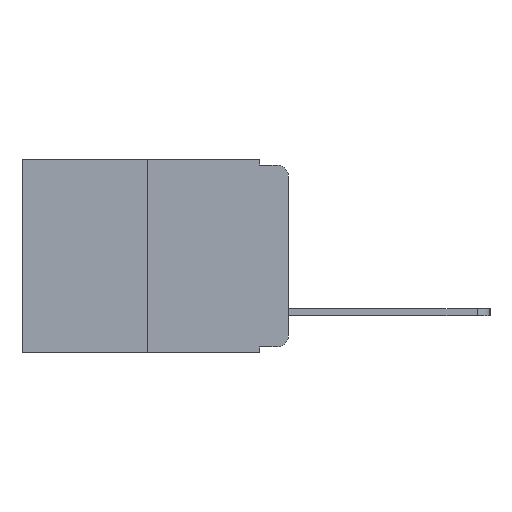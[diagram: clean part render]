
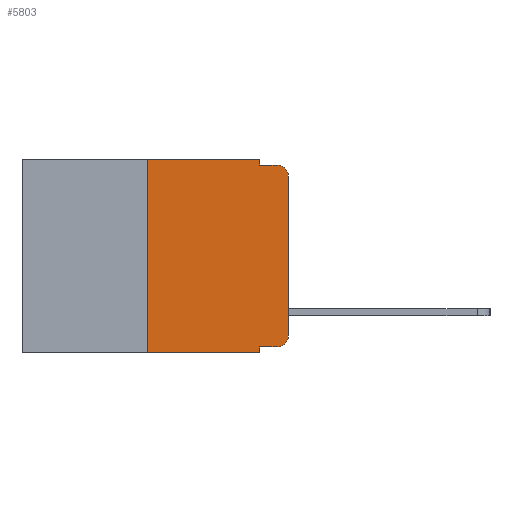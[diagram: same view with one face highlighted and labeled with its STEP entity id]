
A CAD part, left-side view. The second image highlights one B-rep face of the part: STEP entity #5803.
In plain terms, the highlighted planar face has unit normal (-1, 0, 0).
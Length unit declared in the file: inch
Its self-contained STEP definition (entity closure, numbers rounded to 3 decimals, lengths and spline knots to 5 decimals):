
#496 = VERTEX_POINT ( 'NONE', #14866 ) ;
#929 = CARTESIAN_POINT ( 'NONE',  ( 0., 0.473, -0.343 ) ) ;
#966 = VERTEX_POINT ( 'NONE', #7673 ) ;
#1623 = LINE ( 'NONE', #12890, #8659 ) ;
#1686 = CARTESIAN_POINT ( 'NONE',  ( 0., 0.25, -0.343 ) ) ;
#1855 = VECTOR ( 'NONE', #3525, 39.37008 ) ;
#1883 = DIRECTION ( 'NONE',  ( 0., 0., -1. ) ) ;
#1900 = VECTOR ( 'NONE', #15139, 39.37008 ) ;
#2667 = AXIS2_PLACEMENT_3D ( 'NONE', #6612, #16006, #8035 ) ;
#2857 = LINE ( 'NONE', #10527, #10100 ) ;
#3338 = VECTOR ( 'NONE', #10569, 39.37008 ) ;
#3525 = DIRECTION ( 'NONE',  ( 0., -1., 0. ) ) ;
#4312 = LINE ( 'NONE', #9237, #3338 ) ;
#4531 = CARTESIAN_POINT ( 'NONE',  ( 0., 0., 0. ) ) ;
#4601 = DIRECTION ( 'NONE',  ( -1., 0., 0. ) ) ;
#4679 = DIRECTION ( 'NONE',  ( 0., -1., 0. ) ) ;
#5150 = ORIENTED_EDGE ( 'NONE', *, *, #9816, .F. ) ;
#5490 = ORIENTED_EDGE ( 'NONE', *, *, #8844, .T. ) ;
#5803 = ADVANCED_FACE ( 'NONE', ( #13197 ), #17131, .F. ) ;
#5815 = LINE ( 'NONE', #4531, #9901 ) ;
#6033 = CIRCLE ( 'NONE', #2667, 0.02 ) ;
#6083 = DIRECTION ( 'NONE',  ( 0., 0., 1. ) ) ;
#6612 = CARTESIAN_POINT ( 'NONE',  ( 0., 0.02, -0.313 ) ) ;
#6673 = VERTEX_POINT ( 'NONE', #16830 ) ;
#6806 = VERTEX_POINT ( 'NONE', #1686 ) ;
#6850 = CARTESIAN_POINT ( 'NONE',  ( 0., 0.02, -0.333 ) ) ;
#6904 = VECTOR ( 'NONE', #9152, 39.37008 ) ;
#6943 = VERTEX_POINT ( 'NONE', #13300 ) ;
#7516 = EDGE_CURVE ( 'NONE', #966, #9581, #4312, .T. ) ;
#7673 = CARTESIAN_POINT ( 'NONE',  ( 0., 0.25, 0. ) ) ;
#8035 = DIRECTION ( 'NONE',  ( 0., 0., -1. ) ) ;
#8152 = VERTEX_POINT ( 'NONE', #6850 ) ;
#8158 = ORIENTED_EDGE ( 'NONE', *, *, #10040, .T. ) ;
#8255 = DIRECTION ( 'NONE',  ( 0., 0., -1. ) ) ;
#8356 = EDGE_LOOP ( 'NONE', ( #17715, #14687, #5150, #9326, #13246, #8789, #5490, #16638, #17026, #8158 ) ) ;
#8659 = VECTOR ( 'NONE', #4679, 39.37008 ) ;
#8789 = ORIENTED_EDGE ( 'NONE', *, *, #9993, .F. ) ;
#8844 = EDGE_CURVE ( 'NONE', #6806, #14328, #16740, .T. ) ;
#8944 = CARTESIAN_POINT ( 'NONE',  ( 0., 0., -0.03 ) ) ;
#9152 = DIRECTION ( 'NONE',  ( 0., 0., -1. ) ) ;
#9237 = CARTESIAN_POINT ( 'NONE',  ( 0., 0.473, 0. ) ) ;
#9239 = DIRECTION ( 'NONE',  ( 1., 0., 0. ) ) ;
#9262 = CARTESIAN_POINT ( 'NONE',  ( 0., 0.051, 0. ) ) ;
#9326 = ORIENTED_EDGE ( 'NONE', *, *, #9972, .F. ) ;
#9331 = CARTESIAN_POINT ( 'NONE',  ( 0., 0.051, -0.333 ) ) ;
#9581 = VERTEX_POINT ( 'NONE', #15172 ) ;
#9683 = LINE ( 'NONE', #9331, #1855 ) ;
#9796 = EDGE_CURVE ( 'NONE', #11522, #17095, #5815, .T. ) ;
#9800 = EDGE_CURVE ( 'NONE', #17095, #6673, #12563, .T. ) ;
#9816 = EDGE_CURVE ( 'NONE', #496, #6673, #1623, .T. ) ;
#9901 = VECTOR ( 'NONE', #6083, 39.37008 ) ;
#9972 = EDGE_CURVE ( 'NONE', #9581, #496, #14039, .T. ) ;
#9993 = EDGE_CURVE ( 'NONE', #6806, #966, #2857, .T. ) ;
#10018 = EDGE_CURVE ( 'NONE', #6943, #14328, #13614, .T. ) ;
#10036 = EDGE_CURVE ( 'NONE', #6943, #8152, #9683, .T. ) ;
#10040 = EDGE_CURVE ( 'NONE', #8152, #11522, #6033, .T. ) ;
#10100 = VECTOR ( 'NONE', #14529, 39.37008 ) ;
#10505 = VECTOR ( 'NONE', #1883, 39.37008 ) ;
#10527 = CARTESIAN_POINT ( 'NONE',  ( 0., 0.25, 0. ) ) ;
#10569 = DIRECTION ( 'NONE',  ( 0., -1., 0. ) ) ;
#11522 = VERTEX_POINT ( 'NONE', #11916 ) ;
#11590 = AXIS2_PLACEMENT_3D ( 'NONE', #14511, #9239, #8255 ) ;
#11629 = AXIS2_PLACEMENT_3D ( 'NONE', #12833, #4601, #14200 ) ;
#11916 = CARTESIAN_POINT ( 'NONE',  ( 0., 0., -0.313 ) ) ;
#12563 = CIRCLE ( 'NONE', #11629, 0.02 ) ;
#12833 = CARTESIAN_POINT ( 'NONE',  ( 0., 0.02, -0.03 ) ) ;
#12890 = CARTESIAN_POINT ( 'NONE',  ( 0., 0.051, -0.01 ) ) ;
#13197 = FACE_OUTER_BOUND ( 'NONE', #8356, .T. ) ;
#13246 = ORIENTED_EDGE ( 'NONE', *, *, #7516, .F. ) ;
#13300 = CARTESIAN_POINT ( 'NONE',  ( 0., 0.051, -0.333 ) ) ;
#13614 = LINE ( 'NONE', #9262, #10505 ) ;
#14039 = LINE ( 'NONE', #15776, #6904 ) ;
#14200 = DIRECTION ( 'NONE',  ( 0., 0., -1. ) ) ;
#14328 = VERTEX_POINT ( 'NONE', #14891 ) ;
#14511 = CARTESIAN_POINT ( 'NONE',  ( 0., 0.473, 0. ) ) ;
#14529 = DIRECTION ( 'NONE',  ( 0., 0., 1. ) ) ;
#14687 = ORIENTED_EDGE ( 'NONE', *, *, #9800, .T. ) ;
#14866 = CARTESIAN_POINT ( 'NONE',  ( 0., 0.051, -0.01 ) ) ;
#14891 = CARTESIAN_POINT ( 'NONE',  ( 0., 0.051, -0.343 ) ) ;
#15139 = DIRECTION ( 'NONE',  ( 0., -1., 0. ) ) ;
#15172 = CARTESIAN_POINT ( 'NONE',  ( 0., 0.051, 0. ) ) ;
#15776 = CARTESIAN_POINT ( 'NONE',  ( 0., 0.051, 0. ) ) ;
#16006 = DIRECTION ( 'NONE',  ( -1., 0., 0. ) ) ;
#16638 = ORIENTED_EDGE ( 'NONE', *, *, #10018, .F. ) ;
#16740 = LINE ( 'NONE', #929, #1900 ) ;
#16830 = CARTESIAN_POINT ( 'NONE',  ( 0., 0.02, -0.01 ) ) ;
#17026 = ORIENTED_EDGE ( 'NONE', *, *, #10036, .T. ) ;
#17095 = VERTEX_POINT ( 'NONE', #8944 ) ;
#17131 = PLANE ( 'NONE',  #11590 ) ;
#17715 = ORIENTED_EDGE ( 'NONE', *, *, #9796, .T. ) ;
